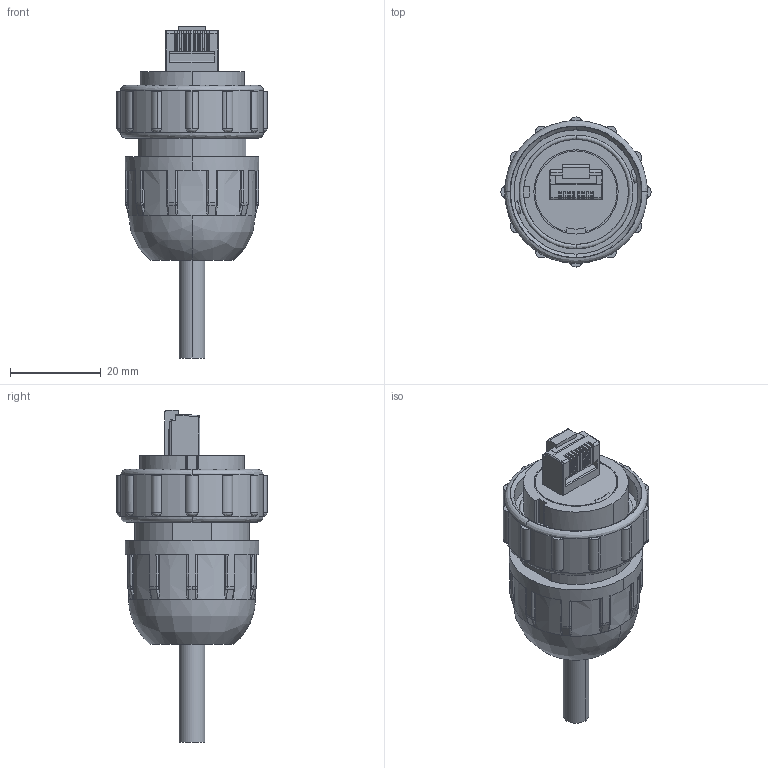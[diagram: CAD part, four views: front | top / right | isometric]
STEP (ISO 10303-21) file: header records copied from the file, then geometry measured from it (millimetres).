
FILE_DESCRIPTION (( 'STEP AP203' ), '1' );
FILE_NAME ('DCC-RJ6SB-310.STEP', '2013-11-27T15:16:31', ( 'J0FPBF1' ), ( '' ), 'SwSTEP 2.0', 'SolidWorks 2012', '' );
FILE_SCHEMA (( 'CONFIG_CONTROL_DESIGN' ));
Length unit declared in the file: millimetre
Products named in the file (1): DCC-RJ6SB-310
Bounding box: 33.12 x 33.12 x 73.28 mm (x, y, z)
Volume: 25456.2 mm3; surface area: 7515 mm2
Topology: 1 solids, 1 shells, 424 faces, 1142 edges, 721 vertices
Faces by surface type: plane 212, bspline 97, cylinder 96, cone 19
Entity records: 14514 total; most frequent: CARTESIAN_POINT 4421, ORIENTED_EDGE 2236, DIRECTION 1920, EDGE_CURVE 1118, VERTEX_POINT 721, AXIS2_PLACEMENT_3D 664, VECTOR 592, LINE 592
